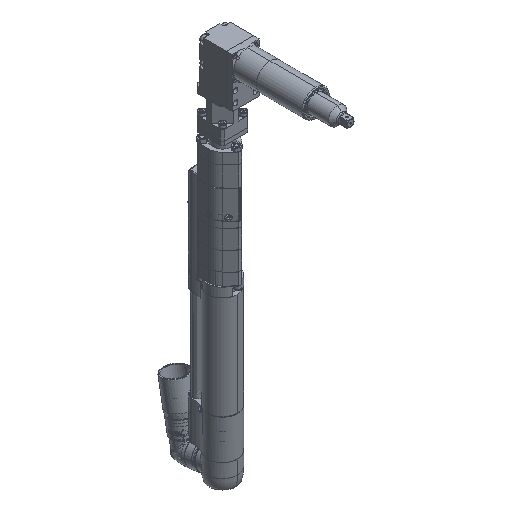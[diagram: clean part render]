
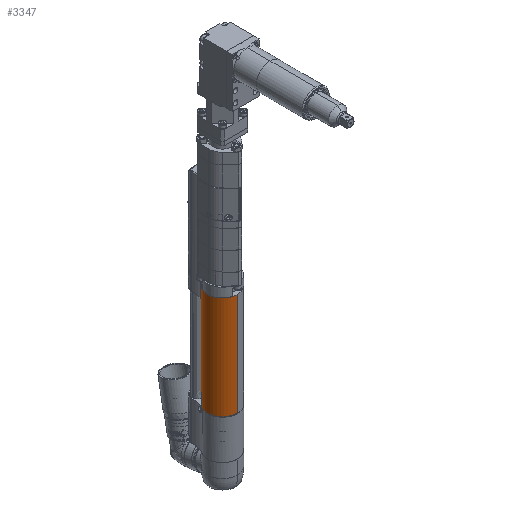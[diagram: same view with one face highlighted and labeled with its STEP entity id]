
A CAD part, isometric view. The second image highlights one B-rep face of the part: STEP entity #3347.
In plain terms, the highlighted cylindrical face has radius 21 mm (diameter 42 mm), a partial arc.
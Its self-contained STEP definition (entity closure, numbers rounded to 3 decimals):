
#1114=CARTESIAN_POINT('',(0.,0.,0.));
#1115=DIRECTION('',(0.,0.,1.));
#1116=DIRECTION('',(0.,1.,0.));
#1117=AXIS2_PLACEMENT_3D('',#1114,#1115,#1116);
#1178=CARTESIAN_POINT('',(0.,21.,-6.5));
#1179=CARTESIAN_POINT('',(-0.241,21.,-6.5));
#1180=CARTESIAN_POINT('',(-0.704,20.992,
-6.433));
#1181=CARTESIAN_POINT('',(-1.367,20.959,
-6.135));
#1182=CARTESIAN_POINT('',(-1.915,20.914,
-5.659));
#1183=CARTESIAN_POINT('',(-2.304,20.874,
-5.057));
#1184=CARTESIAN_POINT('',(-2.509,20.85,
-4.355));
#1185=CARTESIAN_POINT('',(-2.509,20.85,
-3.642));
#1186=CARTESIAN_POINT('',(-2.302,20.874,
-2.94));
#1187=CARTESIAN_POINT('',(-1.914,20.914,
-2.34));
#1188=CARTESIAN_POINT('',(-1.364,20.959,
-1.863));
#1189=CARTESIAN_POINT('',(-0.703,20.992,
-1.567));
#1190=CARTESIAN_POINT('',(-0.241,21.,-1.5));
#1191=CARTESIAN_POINT('',(0.,21.,-1.5));
#1196=CARTESIAN_POINT('',(0.,0.,-144.5));
#1197=DIRECTION('',(0.,0.,1.));
#1198=DIRECTION('',(0.,1.,0.));
#1199=AXIS2_PLACEMENT_3D('',#1196,#1197,#1198);
#1236=DIRECTION('',(0.,0.,1.));
#1237=VECTOR('',#1236,138.);
#1238=CARTESIAN_POINT('',(0.,21.,-144.5));
#1239=LINE('',#1238,#1237);
#1251=DIRECTION('',(0.,0.,1.));
#1252=VECTOR('',#1251,144.5);
#1253=CARTESIAN_POINT('',(0.,-21.,-144.5));
#1254=LINE('',#1253,#1252);
#1258=DIRECTION('',(0.,0.,1.));
#1259=VECTOR('',#1258,1.5);
#1260=CARTESIAN_POINT('',(0.,21.,-1.5));
#1261=LINE('',#1260,#1259);
#2210=CARTESIAN_POINT('',(0.,-21.,-144.5));
#2211=CARTESIAN_POINT('',(0.,-21.,0.));
#2212=VERTEX_POINT('',#2210);
#2213=VERTEX_POINT('',#2211);
#2222=CARTESIAN_POINT('',(0.,21.,-144.5));
#2223=VERTEX_POINT('',#2222);
#2224=CARTESIAN_POINT('',(0.,21.,0.));
#2225=VERTEX_POINT('',#2224);
#2280=VERTEX_POINT('',#1178);
#2281=VERTEX_POINT('',#1191);
#3329=CARTESIAN_POINT('',(0.,0.,-172.775));
#3330=DIRECTION('',(0.,0.,1.));
#3331=DIRECTION('',(0.,1.,0.));
#3332=AXIS2_PLACEMENT_3D('',#3329,#3330,#3331);
#3333=CYLINDRICAL_SURFACE('',#3332,21.);
#3335=ORIENTED_EDGE('',*,*,#3334,.T.);
#3337=ORIENTED_EDGE('',*,*,#3336,.T.);
#3338=ORIENTED_EDGE('',*,*,#3300,.T.);
#3340=ORIENTED_EDGE('',*,*,#3339,.F.);
#3342=ORIENTED_EDGE('',*,*,#3341,.F.);
#3344=ORIENTED_EDGE('',*,*,#3343,.T.);
#3345=EDGE_LOOP('',(#3335,#3337,#3338,#3340,#3342,#3344));
#3346=FACE_OUTER_BOUND('',#3345,.F.);
#1118=CIRCLE('',#1117,21.);
#1192=B_SPLINE_CURVE_WITH_KNOTS('',3,(#1178,#1179,#1180,#1181,#1182,#1183,#1184,
#1185,#1186,#1187,#1188,#1189,#1190,#1191),.UNSPECIFIED.,.F.,.F.,(4,1,1,1,1,1,1,
1,1,1,1,4),(0.,0.091,0.182,0.273,
0.364,0.455,0.545,0.636,
0.727,0.818,0.909,1.),.UNSPECIFIED.);
#1200=CIRCLE('',#1199,21.);
#3300=EDGE_CURVE('',#2225,#2213,#1118,.T.);
#3334=EDGE_CURVE('',#2280,#2281,#1192,.T.);
#3336=EDGE_CURVE('',#2281,#2225,#1261,.T.);
#3339=EDGE_CURVE('',#2212,#2213,#1254,.T.);
#3341=EDGE_CURVE('',#2223,#2212,#1200,.T.);
#3343=EDGE_CURVE('',#2223,#2280,#1239,.T.);
#3347=ADVANCED_FACE('',(#3346),#3333,.T.);
